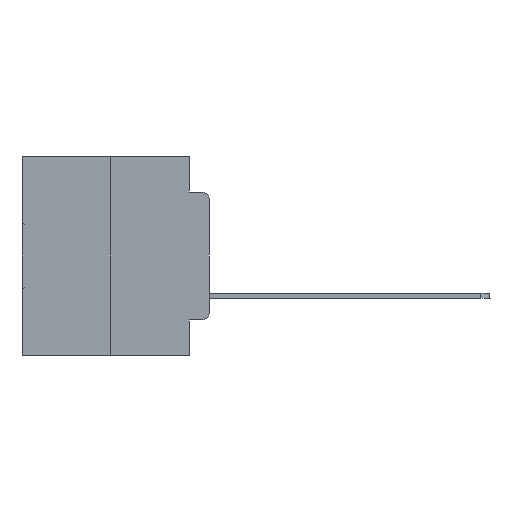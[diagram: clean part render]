
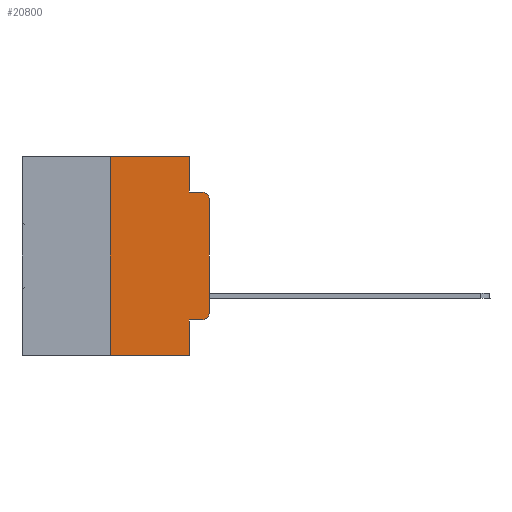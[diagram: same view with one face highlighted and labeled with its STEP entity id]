
A CAD part, left-side view. The second image highlights one B-rep face of the part: STEP entity #20800.
In plain terms, the highlighted planar face has unit normal (-1, 0, 0).
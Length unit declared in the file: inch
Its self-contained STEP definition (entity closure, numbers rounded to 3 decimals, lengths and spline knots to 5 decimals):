
#44 = DIRECTION ( 'NONE',  ( 0., 0., -1. ) ) ;
#133 = VECTOR ( 'NONE', #13565, 39.37008 ) ;
#440 = DIRECTION ( 'NONE',  ( 0., 0., -1. ) ) ;
#1186 = VECTOR ( 'NONE', #19098, 39.37008 ) ;
#1426 = CARTESIAN_POINT ( 'NONE',  ( 0., 0.25, -0.5 ) ) ;
#1955 = VECTOR ( 'NONE', #44, 39.37008 ) ;
#2325 = CARTESIAN_POINT ( 'NONE',  ( 0., 0.25, 0. ) ) ;
#2465 = ORIENTED_EDGE ( 'NONE', *, *, #30750, .F. ) ;
#3317 = DIRECTION ( 'NONE',  ( 0., 0., -1. ) ) ;
#4429 = CARTESIAN_POINT ( 'NONE',  ( 0., 0.051, 0. ) ) ;
#4688 = DIRECTION ( 'NONE',  ( 0., 0., 1. ) ) ;
#4761 = LINE ( 'NONE', #21243, #16359 ) ;
#4818 = CARTESIAN_POINT ( 'NONE',  ( 0., 0.051, 0. ) ) ;
#5047 = CARTESIAN_POINT ( 'NONE',  ( 0., 0.473, -0.5 ) ) ;
#5142 = CARTESIAN_POINT ( 'NONE',  ( 0., 0.02, -0.4115 ) ) ;
#5337 = CARTESIAN_POINT ( 'NONE',  ( 0., 0., -0.1085 ) ) ;
#5720 = CARTESIAN_POINT ( 'NONE',  ( 0., 0.02, -0.1085 ) ) ;
#6508 = VECTOR ( 'NONE', #7626, 39.37008 ) ;
#6688 = EDGE_CURVE ( 'NONE', #15048, #8328, #27701, .T. ) ;
#7369 = CIRCLE ( 'NONE', #11730, 0.02 ) ;
#7626 = DIRECTION ( 'NONE',  ( 0., -1., 0. ) ) ;
#7865 = DIRECTION ( 'NONE',  ( -1., 0., 0. ) ) ;
#7963 = LINE ( 'NONE', #19236, #19513 ) ;
#8200 = DIRECTION ( 'NONE',  ( 0., 0., -1. ) ) ;
#8328 = VERTEX_POINT ( 'NONE', #23521 ) ;
#9323 = LINE ( 'NONE', #20123, #15327 ) ;
#10730 = DIRECTION ( 'NONE',  ( 0., -1., 0. ) ) ;
#10939 = CARTESIAN_POINT ( 'NONE',  ( 0., 0.051, -0.0885 ) ) ;
#11308 = EDGE_CURVE ( 'NONE', #24688, #16848, #17691, .T. ) ;
#11342 = EDGE_CURVE ( 'NONE', #28323, #24059, #7963, .T. ) ;
#11513 = EDGE_LOOP ( 'NONE', ( #13839, #12838, #20353, #22021, #2465, #21923, #12477, #28495, #13843, #11745 ) ) ;
#11730 = AXIS2_PLACEMENT_3D ( 'NONE', #5720, #7865, #3317 ) ;
#11745 = ORIENTED_EDGE ( 'NONE', *, *, #19015, .T. ) ;
#12338 = DIRECTION ( 'NONE',  ( 0., 0., 1. ) ) ;
#12477 = ORIENTED_EDGE ( 'NONE', *, *, #11308, .T. ) ;
#12498 = CARTESIAN_POINT ( 'NONE',  ( 0., 0.25, 0. ) ) ;
#12838 = ORIENTED_EDGE ( 'NONE', *, *, #30539, .T. ) ;
#13457 = VERTEX_POINT ( 'NONE', #14840 ) ;
#13565 = DIRECTION ( 'NONE',  ( 0., -1., 0. ) ) ;
#13839 = ORIENTED_EDGE ( 'NONE', *, *, #11342, .T. ) ;
#13843 = ORIENTED_EDGE ( 'NONE', *, *, #24738, .T. ) ;
#13866 = EDGE_CURVE ( 'NONE', #24688, #21802, #21094, .T. ) ;
#14450 = CIRCLE ( 'NONE', #24886, 0.02 ) ;
#14717 = DIRECTION ( 'NONE',  ( -1., 0., 0. ) ) ;
#14840 = CARTESIAN_POINT ( 'NONE',  ( 0., 0.051, 0. ) ) ;
#15048 = VERTEX_POINT ( 'NONE', #27651 ) ;
#15140 = FACE_OUTER_BOUND ( 'NONE', #11513, .T. ) ;
#15327 = VECTOR ( 'NONE', #10730, 39.37008 ) ;
#15981 = AXIS2_PLACEMENT_3D ( 'NONE', #17175, #19549, #8200 ) ;
#16262 = DIRECTION ( 'NONE',  ( 0., -1., 0. ) ) ;
#16359 = VECTOR ( 'NONE', #16262, 39.37008 ) ;
#16848 = VERTEX_POINT ( 'NONE', #27413 ) ;
#17175 = CARTESIAN_POINT ( 'NONE',  ( 0., 0.473, 0. ) ) ;
#17691 = LINE ( 'NONE', #5047, #6508 ) ;
#19015 = EDGE_CURVE ( 'NONE', #25342, #28323, #14450, .T. ) ;
#19077 = LINE ( 'NONE', #4818, #1955 ) ;
#19098 = DIRECTION ( 'NONE',  ( 0., 0., -1. ) ) ;
#19236 = CARTESIAN_POINT ( 'NONE',  ( 0., 0., 0. ) ) ;
#19513 = VECTOR ( 'NONE', #12338, 39.37008 ) ;
#19549 = DIRECTION ( 'NONE',  ( 1., 0., 0. ) ) ;
#20123 = CARTESIAN_POINT ( 'NONE',  ( 0., 0.051, -0.4115 ) ) ;
#20353 = ORIENTED_EDGE ( 'NONE', *, *, #6688, .F. ) ;
#20652 = CARTESIAN_POINT ( 'NONE',  ( 0., 0., -0.3915 ) ) ;
#20800 = ADVANCED_FACE ( 'NONE', ( #15140 ), #26704, .F. ) ;
#21094 = LINE ( 'NONE', #2325, #28111 ) ;
#21243 = CARTESIAN_POINT ( 'NONE',  ( 0., 0.473, 0. ) ) ;
#21802 = VERTEX_POINT ( 'NONE', #12498 ) ;
#21923 = ORIENTED_EDGE ( 'NONE', *, *, #13866, .F. ) ;
#22021 = ORIENTED_EDGE ( 'NONE', *, *, #27828, .F. ) ;
#23521 = CARTESIAN_POINT ( 'NONE',  ( 0., 0.02, -0.0885 ) ) ;
#24059 = VERTEX_POINT ( 'NONE', #5337 ) ;
#24688 = VERTEX_POINT ( 'NONE', #1426 ) ;
#24738 = EDGE_CURVE ( 'NONE', #30122, #25342, #9323, .T. ) ;
#24886 = AXIS2_PLACEMENT_3D ( 'NONE', #28927, #14717, #440 ) ;
#25342 = VERTEX_POINT ( 'NONE', #5142 ) ;
#26704 = PLANE ( 'NONE',  #15981 ) ;
#27413 = CARTESIAN_POINT ( 'NONE',  ( 0., 0.051, -0.5 ) ) ;
#27651 = CARTESIAN_POINT ( 'NONE',  ( 0., 0.051, -0.0885 ) ) ;
#27701 = LINE ( 'NONE', #10939, #133 ) ;
#27828 = EDGE_CURVE ( 'NONE', #13457, #15048, #19077, .T. ) ;
#27876 = EDGE_CURVE ( 'NONE', #30122, #16848, #28687, .T. ) ;
#28111 = VECTOR ( 'NONE', #4688, 39.37008 ) ;
#28323 = VERTEX_POINT ( 'NONE', #20652 ) ;
#28495 = ORIENTED_EDGE ( 'NONE', *, *, #27876, .F. ) ;
#28687 = LINE ( 'NONE', #4429, #1186 ) ;
#28927 = CARTESIAN_POINT ( 'NONE',  ( 0., 0.02, -0.3915 ) ) ;
#30112 = CARTESIAN_POINT ( 'NONE',  ( 0., 0.051, -0.4115 ) ) ;
#30122 = VERTEX_POINT ( 'NONE', #30112 ) ;
#30539 = EDGE_CURVE ( 'NONE', #24059, #8328, #7369, .T. ) ;
#30750 = EDGE_CURVE ( 'NONE', #21802, #13457, #4761, .T. ) ;
